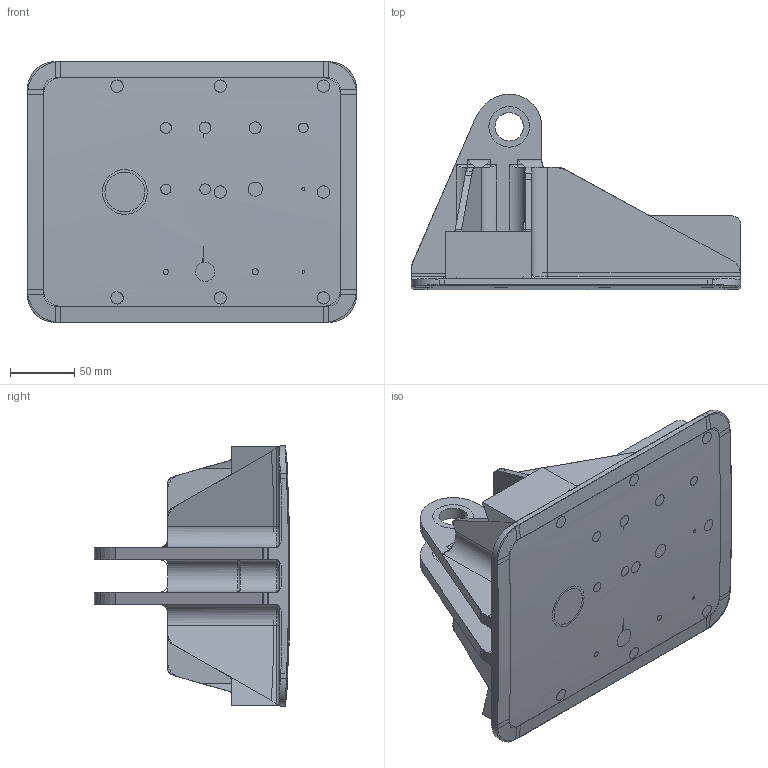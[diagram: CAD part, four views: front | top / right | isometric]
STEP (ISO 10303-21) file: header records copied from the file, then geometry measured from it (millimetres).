
FILE_DESCRIPTION((''),'2;1');
FILE_NAME('QUEST3A','2017-07-28T',('bphinney'),(''),'CREO PARAMETRIC BY PTC INC, 2015290','CREO PARAMETRIC BY PTC INC, 2015290','');
FILE_SCHEMA(('CONFIG_CONTROL_DESIGN'));
Length unit declared in the file: inch
Products named in the file (1): QUEST3A
Bounding box: 256.54 x 152.38 x 203.14 mm (x, y, z)
Volume: 1043532.7 mm3; surface area: 448841.6 mm2
Topology: 1 solids, 3 shells, 351 faces, 999 edges, 655 vertices
Faces by surface type: cylinder 183, plane 127, torus 23, bspline 12, cone 6
Entity records: 12983 total; most frequent: CARTESIAN_POINT 4088, ORIENTED_EDGE 1832, DIRECTION 1749, EDGE_CURVE 995, VERTEX_POINT 655, AXIS2_PLACEMENT_3D 615, VECTOR 519, LINE 519
